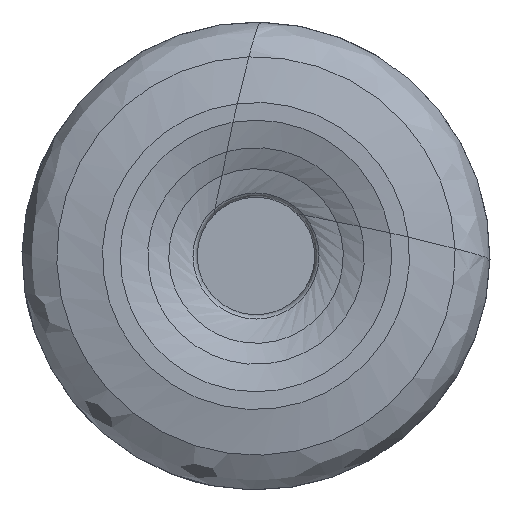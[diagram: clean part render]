
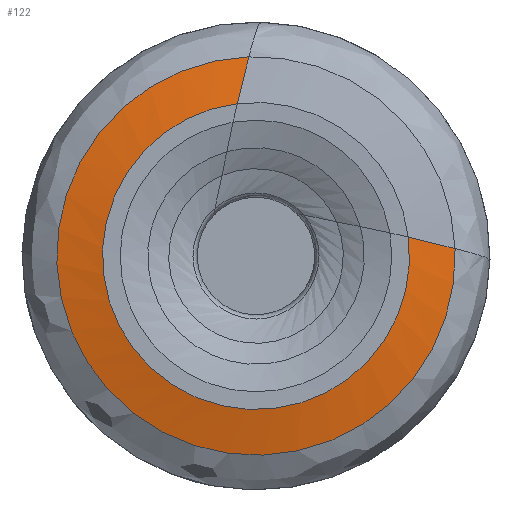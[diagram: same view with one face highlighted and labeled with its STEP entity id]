
A CAD part, left-side view. The second image highlights one B-rep face of the part: STEP entity #122.
In plain terms, the highlighted free-form (B-spline) face has degree [1, 3] with [2, 7] control points.
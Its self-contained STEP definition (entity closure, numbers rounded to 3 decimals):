
#122=ADVANCED_FACE('',(#218),#178,.F.);
#178=(
BOUNDED_SURFACE()
B_SPLINE_SURFACE(1,3,((#1355,#1356,#1357,#1358,#1359,#1360,#1361),(#1362,
#1363,#1364,#1365,#1366,#1367,#1368)),.UNSPECIFIED.,.F.,.F.,.F.)
B_SPLINE_SURFACE_WITH_KNOTS((2,2),(4,3,4),(0.,1.),(0.,0.5,1.),
 .UNSPECIFIED.)
GEOMETRIC_REPRESENTATION_ITEM()
RATIONAL_B_SPLINE_SURFACE(((1.,0.588,0.588,1.,0.588,
0.588,1.),(1.,0.588,0.588,1.,0.588,
0.588,1.)))
REPRESENTATION_ITEM('')
SURFACE()
);
#218=FACE_OUTER_BOUND('',#260,.T.);
#260=EDGE_LOOP('',(#427,#428,#429,#430));
#331=CIRCLE('',#789,3.281);
#332=CIRCLE('',#790,4.257);
#427=ORIENTED_EDGE('',*,*,#658,.F.);
#428=ORIENTED_EDGE('',*,*,#659,.T.);
#429=ORIENTED_EDGE('',*,*,#655,.T.);
#430=ORIENTED_EDGE('',*,*,#660,.T.);
#587=VERTEX_POINT('',#1332);
#588=VERTEX_POINT('',#1333);
#589=VERTEX_POINT('',#1351);
#590=VERTEX_POINT('',#1352);
#655=EDGE_CURVE('',#587,#588,#331,.T.);
#658=EDGE_CURVE('',#589,#590,#332,.T.);
#659=EDGE_CURVE('',#589,#587,#731,.T.);
#660=EDGE_CURVE('',#588,#590,#732,.T.);
#731=LINE('',#1353,#759);
#732=LINE('',#1354,#760);
#759=VECTOR('',#919,1.);
#760=VECTOR('',#920,1.);
#789=AXIS2_PLACEMENT_3D('',#1331,#913,#914);
#790=AXIS2_PLACEMENT_3D('',#1350,#917,#918);
#913=DIRECTION('',(1.,0.,0.));
#914=DIRECTION('',(0.,-0.992,0.123));
#917=DIRECTION('',(1.,0.,0.));
#918=DIRECTION('',(0.,-0.999,0.037));
#919=DIRECTION('',(-0.199,0.952,0.234));
#920=DIRECTION('',(0.199,-0.236,0.951));
#1331=CARTESIAN_POINT('',(0.,0.,0.));
#1332=CARTESIAN_POINT('',(0.,-3.256,0.403));
#1333=CARTESIAN_POINT('',(0.,0.398,3.256));
#1350=CARTESIAN_POINT('',(0.209,0.,0.));
#1351=CARTESIAN_POINT('',(0.209,-4.254,0.158));
#1352=CARTESIAN_POINT('',(0.209,0.151,4.254));
#1353=CARTESIAN_POINT('',(0.,-3.256,0.403));
#1354=CARTESIAN_POINT('',(0.,0.398,3.256));
#1355=CARTESIAN_POINT('',(0.,-3.256,0.403));
#1356=CARTESIAN_POINT('',(0.,-3.678,-3.006));
#1357=CARTESIAN_POINT('',(0.,-0.689,-4.7));
#1358=CARTESIAN_POINT('',(0.,2.019,-2.586));
#1359=CARTESIAN_POINT('',(0.,4.727,-0.471));
#1360=CARTESIAN_POINT('',(0.,3.808,2.84));
#1361=CARTESIAN_POINT('',(0.,0.398,3.256));
#1362=CARTESIAN_POINT('',(0.209,-4.254,0.158));
#1363=CARTESIAN_POINT('',(0.209,-4.419,-4.297));
#1364=CARTESIAN_POINT('',(0.209,-0.366,-6.153));
#1365=CARTESIAN_POINT('',(0.209,2.899,-3.117));
#1366=CARTESIAN_POINT('',(0.209,6.164,-0.081));
#1367=CARTESIAN_POINT('',(0.209,4.606,4.096));
#1368=CARTESIAN_POINT('',(0.209,0.151,4.254));
